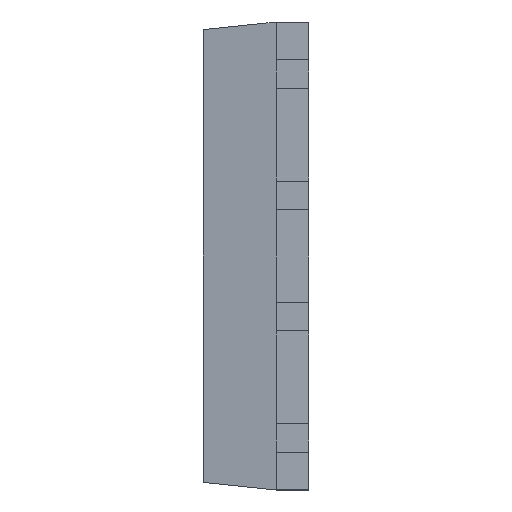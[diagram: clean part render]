
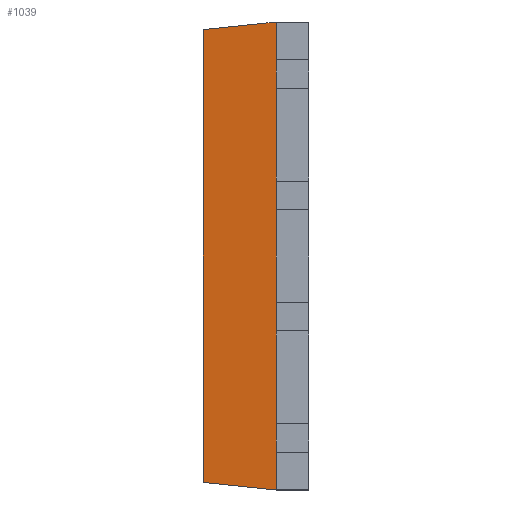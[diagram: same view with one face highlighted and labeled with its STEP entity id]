
A CAD part, left-side view. The second image highlights one B-rep face of the part: STEP entity #1039.
In plain terms, the highlighted planar face has unit normal (-0.995, 0.104, 0).
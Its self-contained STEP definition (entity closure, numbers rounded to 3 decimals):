
#34 = ORIENTED_EDGE ( 'NONE', *, *, #5421, .F. ) ;
#44 = EDGE_CURVE ( 'NONE', #4623, #2791, #4926, .T. ) ;
#90 = ORIENTED_EDGE ( 'NONE', *, *, #2147, .T. ) ;
#372 = LINE ( 'NONE', #2499, #622 ) ;
#426 = PLANE ( 'NONE',  #4057 ) ;
#466 = VECTOR ( 'NONE', #3427, 1000. ) ;
#506 = DIRECTION ( 'NONE',  ( -0.104, -0.989, 0.104 ) ) ;
#607 = VERTEX_POINT ( 'NONE', #3854 ) ;
#608 = CARTESIAN_POINT ( 'NONE',  ( -2.875, 0.34, 0.485 ) ) ;
#622 = VECTOR ( 'NONE', #4793, 1000. ) ;
#648 = VECTOR ( 'NONE', #1855, 1000. ) ;
#751 = DIRECTION ( 'NONE',  ( 0., 0., -1. ) ) ;
#766 = CARTESIAN_POINT ( 'NONE',  ( -2.765, 1.387, -2.34 ) ) ;
#801 = VERTEX_POINT ( 'NONE', #608 ) ;
#833 = EDGE_CURVE ( 'NONE', #607, #2606, #3147, .T. ) ;
#878 = ORIENTED_EDGE ( 'NONE', *, *, #2550, .F. ) ;
#1039 = ADVANCED_FACE ( 'NONE', ( #4197 ), #426, .T. ) ;
#1101 = VECTOR ( 'NONE', #751, 1000. ) ;
#1140 = EDGE_CURVE ( 'NONE', #2914, #3792, #4383, .T. ) ;
#1186 = EDGE_CURVE ( 'NONE', #1464, #801, #5897, .T. ) ;
#1213 = EDGE_CURVE ( 'NONE', #801, #5216, #6679, .T. ) ;
#1272 = DIRECTION ( 'NONE',  ( 0., 0., -1. ) ) ;
#1331 = DIRECTION ( 'NONE',  ( -0.104, -0.989, -0.104 ) ) ;
#1345 = ORIENTED_EDGE ( 'NONE', *, *, #4932, .F. ) ;
#1358 = VECTOR ( 'NONE', #5597, 1000. ) ;
#1464 = VERTEX_POINT ( 'NONE', #2862 ) ;
#1656 = CARTESIAN_POINT ( 'NONE',  ( -2.875, 0.34, 1.755 ) ) ;
#1677 = CARTESIAN_POINT ( 'NONE',  ( -2.875, 0.34, 2.055 ) ) ;
#1733 = CARTESIAN_POINT ( 'NONE',  ( -2.875, 0.34, -2.45 ) ) ;
#1855 = DIRECTION ( 'NONE',  ( 0., 0., -1. ) ) ;
#1922 = CARTESIAN_POINT ( 'NONE',  ( -2.875, 0.34, -2.055 ) ) ;
#1945 = CARTESIAN_POINT ( 'NONE',  ( -2.875, 0.34, -2.45 ) ) ;
#2045 = EDGE_CURVE ( 'NONE', #4790, #1464, #4107, .T. ) ;
#2056 = CARTESIAN_POINT ( 'NONE',  ( -2.795, 1.1, 2.37 ) ) ;
#2111 = ORIENTED_EDGE ( 'NONE', *, *, #1213, .F. ) ;
#2147 = EDGE_CURVE ( 'NONE', #4623, #3505, #6687, .T. ) ;
#2203 = VECTOR ( 'NONE', #7358, 1000. ) ;
#2215 = DIRECTION ( 'NONE',  ( 0., 0., -1. ) ) ;
#2343 = CARTESIAN_POINT ( 'NONE',  ( -2.875, 0.34, -2.45 ) ) ;
#2383 = EDGE_CURVE ( 'NONE', #3792, #3505, #372, .T. ) ;
#2499 = CARTESIAN_POINT ( 'NONE',  ( -2.875, 0.34, -2.45 ) ) ;
#2506 = DIRECTION ( 'NONE',  ( 0., 0., -1. ) ) ;
#2550 = EDGE_CURVE ( 'NONE', #2791, #607, #3826, .T. ) ;
#2573 = ORIENTED_EDGE ( 'NONE', *, *, #4434, .F. ) ;
#2606 = VERTEX_POINT ( 'NONE', #1677 ) ;
#2791 = VERTEX_POINT ( 'NONE', #2056 ) ;
#2862 = CARTESIAN_POINT ( 'NONE',  ( -2.875, 0.34, 0.785 ) ) ;
#2873 = CARTESIAN_POINT ( 'NONE',  ( -2.875, 0.34, 0. ) ) ;
#2904 = CARTESIAN_POINT ( 'NONE',  ( -2.875, 0.34, -2.45 ) ) ;
#2914 = VERTEX_POINT ( 'NONE', #3310 ) ;
#3136 = ORIENTED_EDGE ( 'NONE', *, *, #2383, .F. ) ;
#3147 = LINE ( 'NONE', #2343, #648 ) ;
#3310 = CARTESIAN_POINT ( 'NONE',  ( -2.875, 0.34, -1.755 ) ) ;
#3367 = CARTESIAN_POINT ( 'NONE',  ( -2.795, 1.1, 2.45 ) ) ;
#3389 = VECTOR ( 'NONE', #506, 1000. ) ;
#3396 = ORIENTED_EDGE ( 'NONE', *, *, #2045, .F. ) ;
#3427 = DIRECTION ( 'NONE',  ( 0., 0., -1. ) ) ;
#3505 = VERTEX_POINT ( 'NONE', #5100 ) ;
#3541 = DIRECTION ( 'NONE',  ( 0., 0., -1. ) ) ;
#3611 = ORIENTED_EDGE ( 'NONE', *, *, #44, .F. ) ;
#3643 = VECTOR ( 'NONE', #2506, 1000. ) ;
#3672 = VECTOR ( 'NONE', #7360, 1000. ) ;
#3770 = LINE ( 'NONE', #4144, #1101 ) ;
#3792 = VERTEX_POINT ( 'NONE', #1922 ) ;
#3826 = LINE ( 'NONE', #3982, #3389 ) ;
#3837 = CARTESIAN_POINT ( 'NONE',  ( -2.875, 0.34, -0.485 ) ) ;
#3854 = CARTESIAN_POINT ( 'NONE',  ( -2.875, 0.34, 2.45 ) ) ;
#3915 = CARTESIAN_POINT ( 'NONE',  ( -2.795, 1.1, 0. ) ) ;
#3982 = CARTESIAN_POINT ( 'NONE',  ( -2.77, 1.344, 2.345 ) ) ;
#4039 = VERTEX_POINT ( 'NONE', #5280 ) ;
#4057 = AXIS2_PLACEMENT_3D ( 'NONE', #3915, #7248, #2215 ) ;
#4064 = VECTOR ( 'NONE', #3541, 1000. ) ;
#4077 = LINE ( 'NONE', #1945, #3643 ) ;
#4107 = LINE ( 'NONE', #2904, #6962 ) ;
#4144 = CARTESIAN_POINT ( 'NONE',  ( -2.875, 0.34, 0. ) ) ;
#4197 = FACE_OUTER_BOUND ( 'NONE', #5934, .T. ) ;
#4383 = LINE ( 'NONE', #7226, #1358 ) ;
#4434 = EDGE_CURVE ( 'NONE', #4039, #2914, #4077, .T. ) ;
#4455 = CARTESIAN_POINT ( 'NONE',  ( -2.795, 1.1, -2.37 ) ) ;
#4623 = VERTEX_POINT ( 'NONE', #4455 ) ;
#4790 = VERTEX_POINT ( 'NONE', #1656 ) ;
#4793 = DIRECTION ( 'NONE',  ( 0., 0., -1. ) ) ;
#4926 = LINE ( 'NONE', #3367, #2203 ) ;
#4932 = EDGE_CURVE ( 'NONE', #5216, #4039, #5845, .T. ) ;
#5100 = CARTESIAN_POINT ( 'NONE',  ( -2.875, 0.34, -2.45 ) ) ;
#5195 = VECTOR ( 'NONE', #1331, 1000. ) ;
#5216 = VERTEX_POINT ( 'NONE', #3837 ) ;
#5280 = CARTESIAN_POINT ( 'NONE',  ( -2.875, 0.34, -0.785 ) ) ;
#5421 = EDGE_CURVE ( 'NONE', #2606, #4790, #3770, .T. ) ;
#5425 = ORIENTED_EDGE ( 'NONE', *, *, #1140, .F. ) ;
#5597 = DIRECTION ( 'NONE',  ( 0., 0., -1. ) ) ;
#5845 = LINE ( 'NONE', #2873, #4064 ) ;
#5897 = LINE ( 'NONE', #6820, #466 ) ;
#5934 = EDGE_LOOP ( 'NONE', ( #34, #6937, #878, #3611, #90, #3136, #5425, #2573, #1345, #2111, #7055, #3396 ) ) ;
#6679 = LINE ( 'NONE', #1733, #3672 ) ;
#6687 = LINE ( 'NONE', #766, #5195 ) ;
#6820 = CARTESIAN_POINT ( 'NONE',  ( -2.875, 0.34, 0. ) ) ;
#6937 = ORIENTED_EDGE ( 'NONE', *, *, #833, .F. ) ;
#6962 = VECTOR ( 'NONE', #1272, 1000. ) ;
#7055 = ORIENTED_EDGE ( 'NONE', *, *, #1186, .F. ) ;
#7226 = CARTESIAN_POINT ( 'NONE',  ( -2.875, 0.34, 0. ) ) ;
#7248 = DIRECTION ( 'NONE',  ( -0.995, 0.105, 0. ) ) ;
#7358 = DIRECTION ( 'NONE',  ( 0., 0., 1. ) ) ;
#7360 = DIRECTION ( 'NONE',  ( 0., 0., -1. ) ) ;
